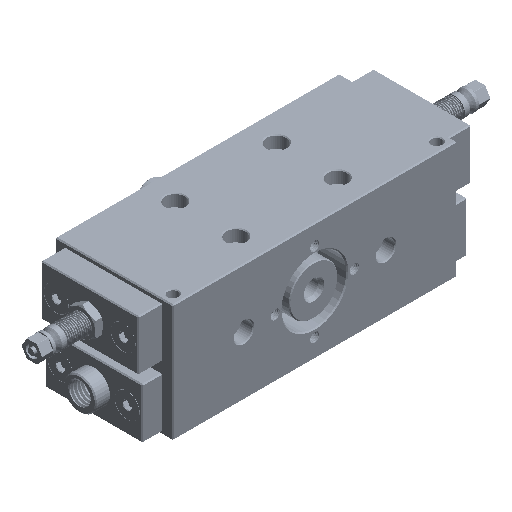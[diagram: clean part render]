
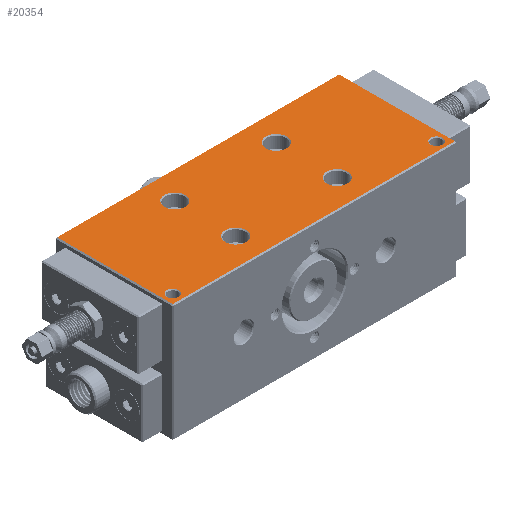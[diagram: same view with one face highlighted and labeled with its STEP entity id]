
A CAD part, isometric view. The second image highlights one B-rep face of the part: STEP entity #20354.
In plain terms, the highlighted planar face has unit normal (0, 0, 1).
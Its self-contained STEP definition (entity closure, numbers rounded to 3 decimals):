
#181=FACE_BOUND('',#2227,.T.);
#182=FACE_BOUND('',#2228,.T.);
#183=FACE_BOUND('',#2229,.T.);
#184=FACE_BOUND('',#2230,.T.);
#185=FACE_BOUND('',#2231,.T.);
#186=FACE_BOUND('',#2232,.T.);
#319=PLANE('',#21700);
#1035=FACE_OUTER_BOUND('',#2226,.T.);
#2226=EDGE_LOOP('',(#14858,#14859,#14860,#14861));
#2227=EDGE_LOOP('',(#14862));
#2228=EDGE_LOOP('',(#14863));
#2229=EDGE_LOOP('',(#14864));
#2230=EDGE_LOOP('',(#14865));
#2231=EDGE_LOOP('',(#14866));
#2232=EDGE_LOOP('',(#14867));
#3031=CIRCLE('',#21701,5.1);
#3032=CIRCLE('',#21702,5.1);
#3033=CIRCLE('',#21703,2.9);
#3034=CIRCLE('',#21704,2.9);
#3035=CIRCLE('',#21705,5.1);
#3036=CIRCLE('',#21706,5.1);
#5517=LINE('',#47988,#6614);
#5519=LINE('',#47991,#6616);
#5522=LINE('',#47996,#6619);
#5524=LINE('',#47999,#6621);
#6614=VECTOR('',#24179,10.);
#6616=VECTOR('',#24183,10.);
#6619=VECTOR('',#24190,10.);
#6621=VECTOR('',#24194,10.);
#8271=VERTEX_POINT('',#47920);
#8274=VERTEX_POINT('',#47931);
#8277=VERTEX_POINT('',#47938);
#8285=VERTEX_POINT('',#47966);
#8299=VERTEX_POINT('',#48025);
#8300=VERTEX_POINT('',#48027);
#8301=VERTEX_POINT('',#48029);
#8302=VERTEX_POINT('',#48031);
#8303=VERTEX_POINT('',#48033);
#8304=VERTEX_POINT('',#48035);
#10849=EDGE_CURVE('',#8277,#8285,#5517,.T.);
#10851=EDGE_CURVE('',#8285,#8274,#5519,.T.);
#10854=EDGE_CURVE('',#8271,#8277,#5522,.T.);
#10856=EDGE_CURVE('',#8274,#8271,#5524,.T.);
#10867=EDGE_CURVE('',#8299,#8299,#3031,.T.);
#10868=EDGE_CURVE('',#8300,#8300,#3032,.T.);
#10869=EDGE_CURVE('',#8301,#8301,#3033,.T.);
#10870=EDGE_CURVE('',#8302,#8302,#3034,.T.);
#10871=EDGE_CURVE('',#8303,#8303,#3035,.T.);
#10872=EDGE_CURVE('',#8304,#8304,#3036,.T.);
#14858=ORIENTED_EDGE('',*,*,#10849,.F.);
#14859=ORIENTED_EDGE('',*,*,#10854,.F.);
#14860=ORIENTED_EDGE('',*,*,#10856,.F.);
#14861=ORIENTED_EDGE('',*,*,#10851,.F.);
#14862=ORIENTED_EDGE('',*,*,#10867,.F.);
#14863=ORIENTED_EDGE('',*,*,#10868,.F.);
#14864=ORIENTED_EDGE('',*,*,#10869,.F.);
#14865=ORIENTED_EDGE('',*,*,#10870,.F.);
#14866=ORIENTED_EDGE('',*,*,#10871,.F.);
#14867=ORIENTED_EDGE('',*,*,#10872,.F.);
#20354=ADVANCED_FACE('',(#1035,#181,#182,#183,#184,#185,#186),#319,.T.);
#21700=AXIS2_PLACEMENT_3D('',#48024,#24224,#24225);
#21701=AXIS2_PLACEMENT_3D('',#48026,#24226,#24227);
#21702=AXIS2_PLACEMENT_3D('',#48028,#24228,#24229);
#21703=AXIS2_PLACEMENT_3D('',#48030,#24230,#24231);
#21704=AXIS2_PLACEMENT_3D('',#48032,#24232,#24233);
#21705=AXIS2_PLACEMENT_3D('',#48034,#24234,#24235);
#21706=AXIS2_PLACEMENT_3D('',#48036,#24236,#24237);
#24179=DIRECTION('',(1.,0.,0.));
#24183=DIRECTION('',(0.,-1.,0.));
#24190=DIRECTION('',(0.,1.,0.));
#24194=DIRECTION('',(-1.,0.,0.));
#24224=DIRECTION('center_axis',(0.,0.,1.));
#24225=DIRECTION('ref_axis',(1.,0.,0.));
#24226=DIRECTION('center_axis',(0.,0.,1.));
#24227=DIRECTION('ref_axis',(1.,0.,0.));
#24228=DIRECTION('center_axis',(0.,0.,1.));
#24229=DIRECTION('ref_axis',(1.,0.,0.));
#24230=DIRECTION('center_axis',(0.,0.,1.));
#24231=DIRECTION('ref_axis',(1.,0.,0.));
#24232=DIRECTION('center_axis',(0.,0.,1.));
#24233=DIRECTION('ref_axis',(1.,0.,0.));
#24234=DIRECTION('center_axis',(0.,0.,1.));
#24235=DIRECTION('ref_axis',(1.,0.,0.));
#24236=DIRECTION('center_axis',(0.,0.,1.));
#24237=DIRECTION('ref_axis',(1.,0.,0.));
#47920=CARTESIAN_POINT('',(0.5,0.5,58.));
#47931=CARTESIAN_POINT('',(139.5,0.5,58.));
#47938=CARTESIAN_POINT('',(0.5,57.5,58.));
#47966=CARTESIAN_POINT('',(139.5,57.5,58.));
#47988=CARTESIAN_POINT('',(105.,57.5,58.));
#47991=CARTESIAN_POINT('',(139.5,14.5,58.));
#47996=CARTESIAN_POINT('',(0.5,43.5,58.));
#47999=CARTESIAN_POINT('',(35.,0.5,58.));
#48024=CARTESIAN_POINT('Origin',(70.,29.,58.));
#48025=CARTESIAN_POINT('',(39.9,14.,58.));
#48026=CARTESIAN_POINT('Origin',(45.,14.,58.));
#48027=CARTESIAN_POINT('',(89.9,44.,58.));
#48028=CARTESIAN_POINT('Origin',(95.,44.,58.));
#48029=CARTESIAN_POINT('',(132.1,5.,58.));
#48030=CARTESIAN_POINT('Origin',(135.,5.,58.));
#48031=CARTESIAN_POINT('',(2.1,5.,58.));
#48032=CARTESIAN_POINT('Origin',(5.,5.,58.));
#48033=CARTESIAN_POINT('',(89.9,14.,58.));
#48034=CARTESIAN_POINT('Origin',(95.,14.,58.));
#48035=CARTESIAN_POINT('',(39.9,44.,58.));
#48036=CARTESIAN_POINT('Origin',(45.,44.,58.));
